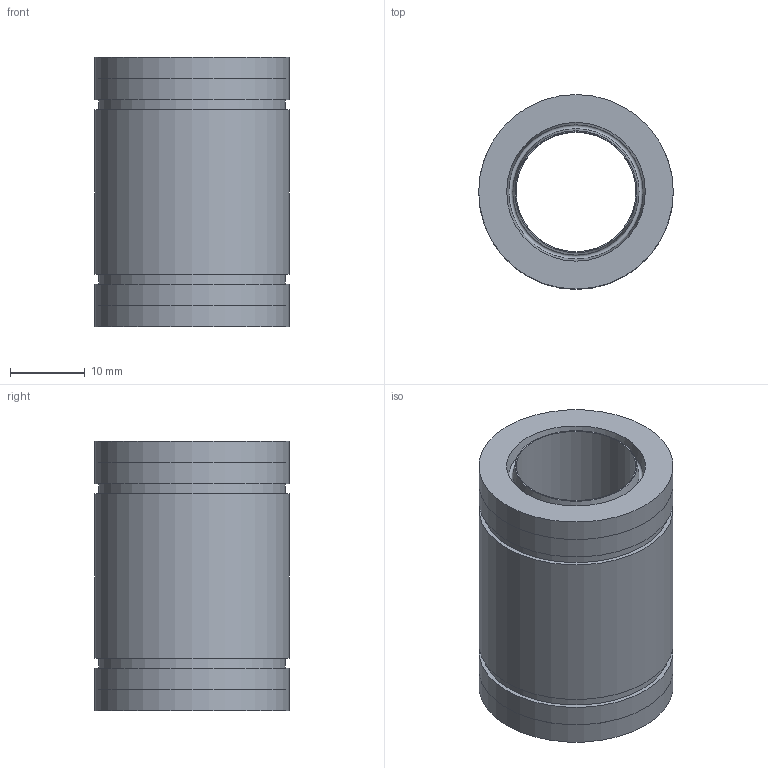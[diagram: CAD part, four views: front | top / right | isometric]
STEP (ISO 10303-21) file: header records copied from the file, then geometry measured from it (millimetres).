
FILE_DESCRIPTION (( 'STEP AP214' ), '1' );
FILE_NAME ('LAA-16-2RS-026-036-ltk.step', '2020-09-09T07:03:09', ( '' ), ( '' ), 'SwSTEP 2.0', 'SolidWorks 2010', '' );
FILE_SCHEMA (( 'AUTOMOTIVE_DESIGN' ));
Length unit declared in the file: millimetre
Products named in the file (1): LAA-16-2RS-026-036-ltk
Bounding box: 26 x 26 x 36 mm (x, y, z)
Volume: 11602.6 mm3; surface area: 5892.8 mm2
Topology: 1 solids, 1 shells, 24 faces, 38 edges, 24 vertices
Faces by surface type: plane 10, cylinder 8, cone 4, torus 2
Full cylindrical faces by diameter (mm): 16 x1, 24.9 x2, 25.99 x2, 26 x3
Entity records: 665 total; most frequent: DIRECTION 98, CARTESIAN_POINT 73, AXIS2_PLACEMENT_3D 49, ORIENTED_EDGE 48, EDGE_LOOP 48, FACE_OUTER_BOUND 34, EDGE_CURVE 24, ADVANCED_FACE 24
